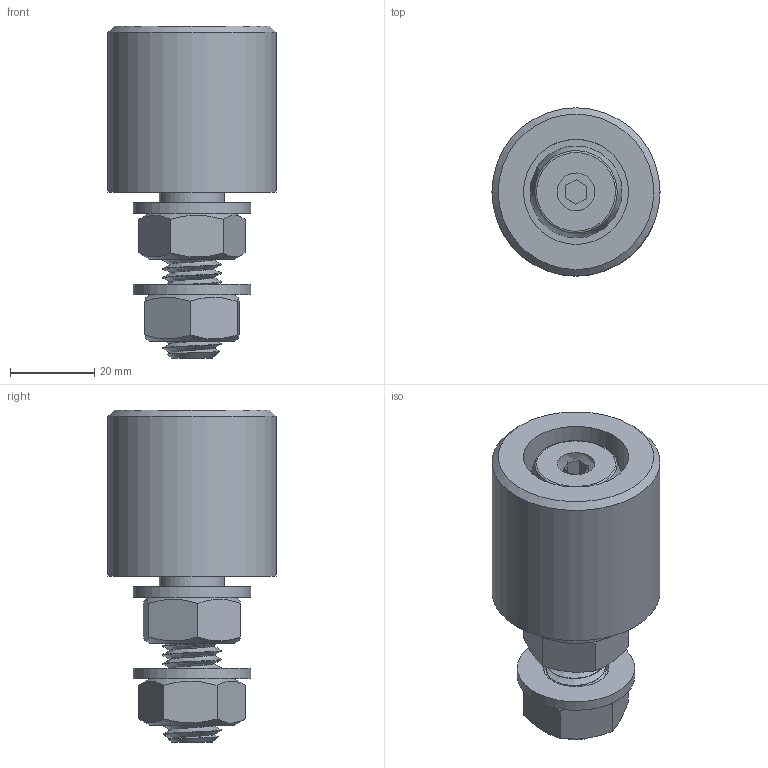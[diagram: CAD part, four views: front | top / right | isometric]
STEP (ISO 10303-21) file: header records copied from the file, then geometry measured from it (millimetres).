
FILE_DESCRIPTION(/* description */ (''),/* implementation_level */ '2;1');
FILE_NAME(/* name */ '23040.stp',/* time_stamp */ '2020-04-27T17:22:15+02:00',/* author */ ('Giuliano'),/* organization */ (''),/* preprocessor_version */ 'ST-DEVELOPER v17.2',/* originating_system */ 'Autodesk Inventor 2019',/* authorisation */ '');
FILE_SCHEMA (('AUTOMOTIVE_DESIGN { 1 0 10303 214 3 1 1 }'));
Length unit declared in the file: millimetre
Products named in the file (1): Pièce1
Bounding box: 40 x 40 x 79 mm (x, y, z)
Volume: 59991.8 mm3; surface area: 20621.9 mm2
Topology: 6 solids, 6 shells, 65 faces, 148 edges, 99 vertices
Faces by surface type: plane 35, cylinder 13, cone 12, bspline 3, torus 2
Full cylindrical faces by diameter (mm): 11.835 x2, 15.5 x3, 16.3 x1, 25 x1, 28 x2, 40 x1
Entity records: 15228 total; most frequent: CARTESIAN_POINT 13701, ORIENTED_EDGE 294, DIRECTION 283, EDGE_CURVE 147, AXIS2_PLACEMENT_3D 116, VERTEX_POINT 100, EDGE_LOOP 77, STYLED_ITEM 69
